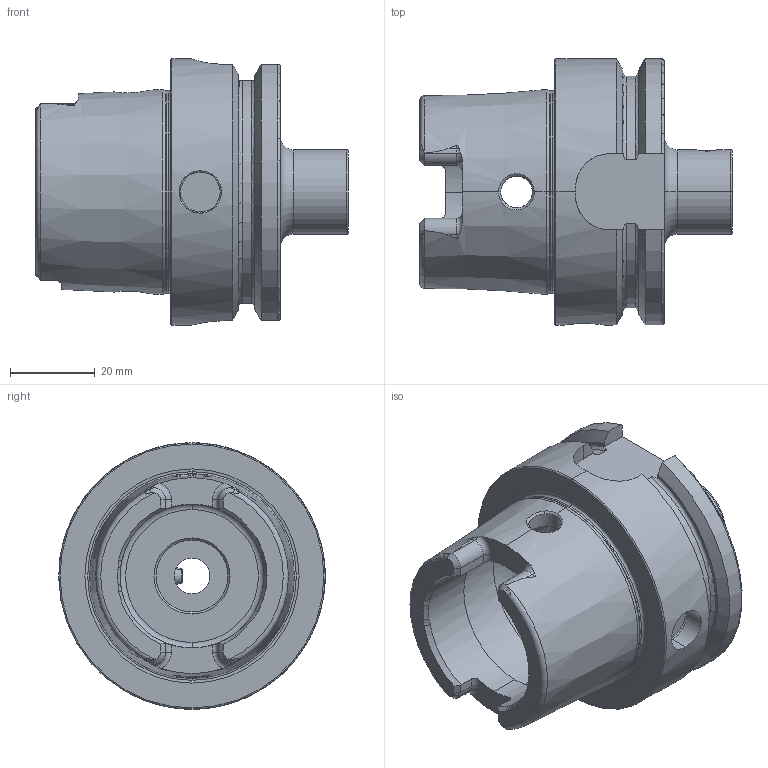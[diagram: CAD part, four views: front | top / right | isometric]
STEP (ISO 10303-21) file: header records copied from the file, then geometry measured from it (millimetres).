
FILE_DESCRIPTION (( 'STEP AP214' ), '1' );
FILE_NAME ('HA6-WH1.K01.042.STEP', '2015-09-25T11:43:45', ( 'SWIAdmin' ), ( 'Hewlett-Packard Company' ), 'SwSTEP 2.0', 'SolidWorks 2015', '' );
FILE_SCHEMA (( 'AUTOMOTIVE_DESIGN' ));
Length unit declared in the file: millimetre
Products named in the file (3): WH1-ER1.001.008; HA6-WH1.K01.042_A; HA6-WH1.K01.042
Assembly tree (2 placements, depth 2):
  HA6-WH1.K01.042
    HA6-WH1.K01.042_A
    WH1-ER1.001.008
Bounding box: 73.9 x 63 x 63 mm (x, y, z)
Volume: 84969.7 mm3; surface area: 23854.4 mm2
Topology: 2 solids, 2 shells, 196 faces, 505 edges, 316 vertices
Faces by surface type: plane 56, cylinder 53, torus 41, cone 32, bspline 14
Entity records: 7717 total; most frequent: CARTESIAN_POINT 2952, ORIENTED_EDGE 1010, DIRECTION 916, EDGE_CURVE 505, AXIS2_PLACEMENT_3D 375, VERTEX_POINT 316, EDGE_LOOP 207, ADVANCED_FACE 196
